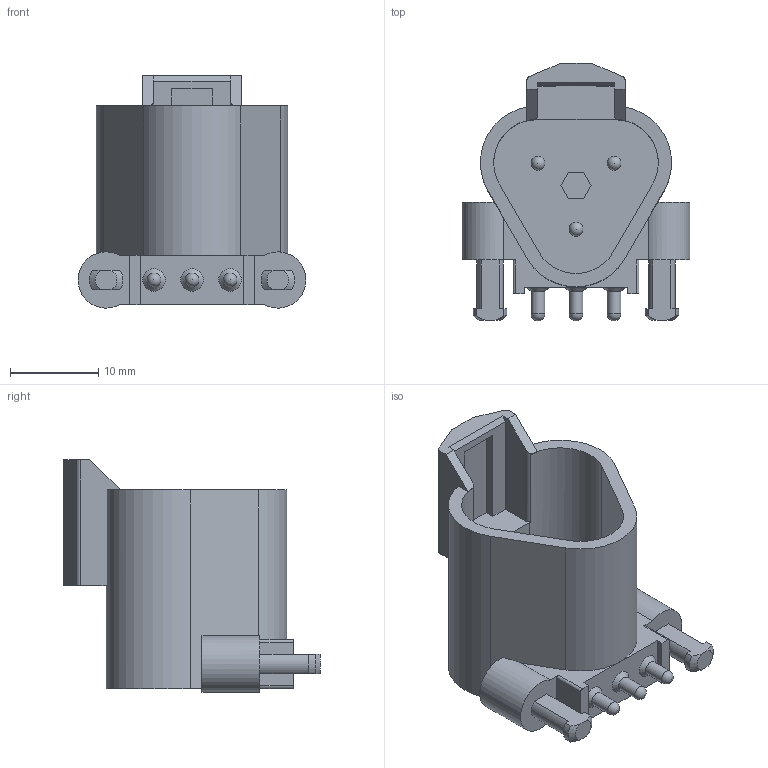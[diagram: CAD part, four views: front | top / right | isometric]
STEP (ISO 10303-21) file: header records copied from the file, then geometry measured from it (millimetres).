
FILE_DESCRIPTION(/* description */ ('STEP AP214'),/* implementation_level */ '2;1');
FILE_NAME(/* name */ 'ATF13-3P-BM03',/* time_stamp */ '2023-10-29T22:51:40+01:00',/* author */ ('License CC BY-ND 4.0'),/* organization */ ('CADENAS'),/* preprocessor_version */ 'ST-DEVELOPER v19.3',/* originating_system */ 'PARTsolutions',/* authorisation */ ' ');
FILE_SCHEMA (('AUTOMOTIVE_DESIGN {1 0 10303 214 3 1 1}'));
Length unit declared in the file: millimetre
Products named in the file (1): ATF13-3P-BM03
Bounding box: 25.77 x 29.1 x 26.25 mm (x, y, z)
Volume: 4549.9 mm3; surface area: 4110.2 mm2
Topology: 1 solids, 1 shells, 105 faces, 298 edges, 198 vertices
Faces by surface type: plane 60, cylinder 32, cone 7, sphere 6
Full cylindrical faces by diameter (mm): 1.57 x6
Entity records: 3975 total; most frequent: CARTESIAN_POINT 581, DIRECTION 553, ORIENTED_EDGE 536, EDGE_CURVE 268, AXIS2_PLACEMENT_3D 187, VERTEX_POINT 183, LINE 179, VECTOR 179
